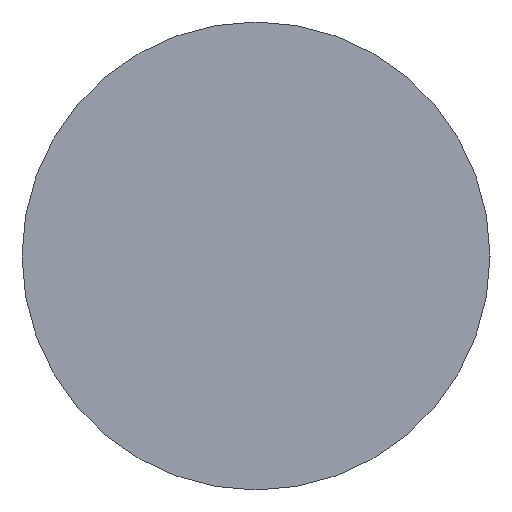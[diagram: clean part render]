
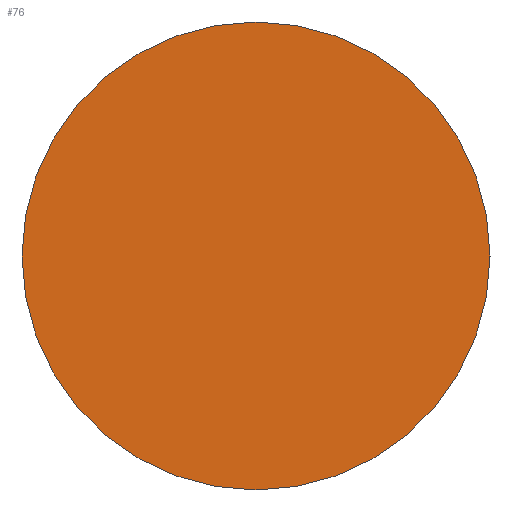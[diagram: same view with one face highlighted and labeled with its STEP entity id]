
A CAD part, left-side view. The second image highlights one B-rep face of the part: STEP entity #76.
In plain terms, the highlighted planar face has unit normal (-1, 0, 0).
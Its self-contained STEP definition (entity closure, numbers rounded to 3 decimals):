
#5 = AXIS2_PLACEMENT_3D ( 'NONE', #15, #78, #89 ) ;
#11 = ORIENTED_EDGE ( 'NONE', *, *, #152, .T. ) ;
#15 = CARTESIAN_POINT ( 'NONE',  ( 431.445, 164.568, 0. ) ) ;
#31 = DIRECTION ( 'NONE',  ( 0., 0., 1. ) ) ;
#44 = FACE_OUTER_BOUND ( 'NONE', #62, .T. ) ;
#45 = AXIS2_PLACEMENT_3D ( 'NONE', #175, #51, #158 ) ;
#51 = DIRECTION ( 'NONE',  ( 1., 0., 0. ) ) ;
#54 = EDGE_CURVE ( 'NONE', #174, #85, #141, .T. ) ;
#55 = CIRCLE ( 'NONE', #5, 12.5 ) ;
#62 = EDGE_LOOP ( 'NONE', ( #11, #66 ) ) ;
#66 = ORIENTED_EDGE ( 'NONE', *, *, #54, .T. ) ;
#71 = AXIS2_PLACEMENT_3D ( 'NONE', #108, #139, #31 ) ;
#76 = ADVANCED_FACE ( 'NONE', ( #44 ), #126, .F. ) ;
#78 = DIRECTION ( 'NONE',  ( -1., 0., 0. ) ) ;
#85 = VERTEX_POINT ( 'NONE', #176 ) ;
#89 = DIRECTION ( 'NONE',  ( 0., 0., 1. ) ) ;
#98 = CARTESIAN_POINT ( 'NONE',  ( 431.445, 164.568, -12.5 ) ) ;
#108 = CARTESIAN_POINT ( 'NONE',  ( 431.445, 164.568, 0. ) ) ;
#126 = PLANE ( 'NONE',  #45 ) ;
#139 = DIRECTION ( 'NONE',  ( -1., 0., 0. ) ) ;
#141 = CIRCLE ( 'NONE', #71, 12.5 ) ;
#152 = EDGE_CURVE ( 'NONE', #85, #174, #55, .T. ) ;
#158 = DIRECTION ( 'NONE',  ( 0., 0., -1. ) ) ;
#174 = VERTEX_POINT ( 'NONE', #98 ) ;
#175 = CARTESIAN_POINT ( 'NONE',  ( 431.445, 164.568, 0. ) ) ;
#176 = CARTESIAN_POINT ( 'NONE',  ( 431.445, 164.568, 12.5 ) ) ;
